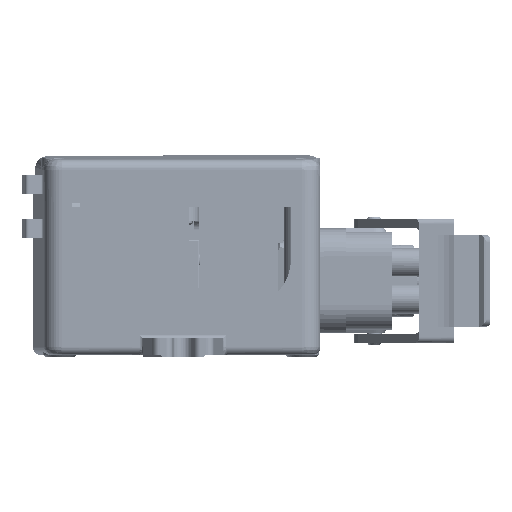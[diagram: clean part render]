
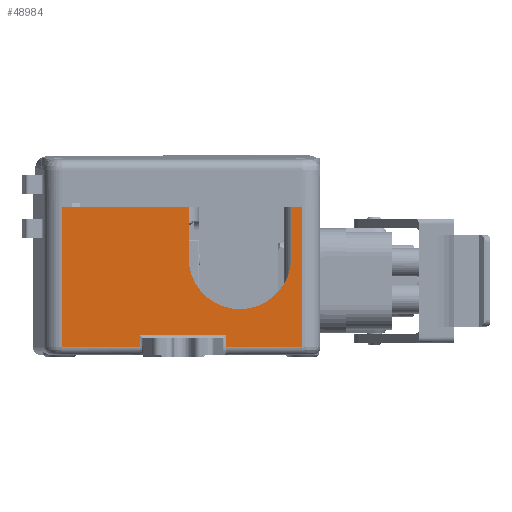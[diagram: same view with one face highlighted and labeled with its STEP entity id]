
A CAD part, left-side view. The second image highlights one B-rep face of the part: STEP entity #48984.
In plain terms, the highlighted planar face has unit normal (-1, 0, 0).
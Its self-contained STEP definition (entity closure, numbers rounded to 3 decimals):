
#40347=PLANE('',#201066);
#48984=ADVANCED_FACE('',(#58577),#40347,.T.);
#58577=FACE_OUTER_BOUND('',#66780,.T.);
#66780=EDGE_LOOP('',(#102923,#102924,#102925,#102926,#102927,#102928,#102929,
#102930,#102931,#102932,#102933,#102934));
#102923=ORIENTED_EDGE('',*,*,#144834,.T.);
#102924=ORIENTED_EDGE('',*,*,#144835,.T.);
#102925=ORIENTED_EDGE('',*,*,#144836,.T.);
#102926=ORIENTED_EDGE('',*,*,#144837,.F.);
#102927=ORIENTED_EDGE('',*,*,#144838,.T.);
#102928=ORIENTED_EDGE('',*,*,#144839,.T.);
#102929=ORIENTED_EDGE('',*,*,#144840,.T.);
#102930=ORIENTED_EDGE('',*,*,#144752,.T.);
#102931=ORIENTED_EDGE('',*,*,#144672,.T.);
#102932=ORIENTED_EDGE('',*,*,#144841,.T.);
#102933=ORIENTED_EDGE('',*,*,#144842,.T.);
#102934=ORIENTED_EDGE('',*,*,#144843,.T.);
#124435=VERTEX_POINT('',#297900);
#124436=VERTEX_POINT('',#297902);
#124490=VERTEX_POINT('',#298166);
#124523=VERTEX_POINT('',#299169);
#124524=VERTEX_POINT('',#299170);
#124525=VERTEX_POINT('',#299172);
#124526=VERTEX_POINT('',#299174);
#124527=VERTEX_POINT('',#299176);
#124528=VERTEX_POINT('',#299178);
#124529=VERTEX_POINT('',#299180);
#124530=VERTEX_POINT('',#299183);
#124531=VERTEX_POINT('',#299185);
#144672=EDGE_CURVE('',#124436,#124435,#170197,.T.);
#144752=EDGE_CURVE('',#124490,#124436,#170249,.T.);
#144834=EDGE_CURVE('',#124523,#124524,#170299,.T.);
#144835=EDGE_CURVE('',#124524,#124525,#170300,.T.);
#144836=EDGE_CURVE('',#124525,#124526,#170301,.T.);
#144837=EDGE_CURVE('',#124527,#124526,#170302,.T.);
#144838=EDGE_CURVE('',#124527,#124528,#170303,.T.);
#144839=EDGE_CURVE('',#124528,#124529,#170304,.T.);
#144840=EDGE_CURVE('',#124529,#124490,#157888,.T.);
#144841=EDGE_CURVE('',#124435,#124530,#170305,.T.);
#144842=EDGE_CURVE('',#124530,#124531,#170306,.T.);
#144843=EDGE_CURVE('',#124531,#124523,#170307,.T.);
#157888=CIRCLE('',#201065,14.);
#170197=LINE('',#297901,#182452);
#170249=LINE('',#298165,#182504);
#170299=LINE('',#299168,#182554);
#170300=LINE('',#299171,#182555);
#170301=LINE('',#299173,#182556);
#170302=LINE('',#299175,#182557);
#170303=LINE('',#299177,#182558);
#170304=LINE('',#299179,#182559);
#170305=LINE('',#299182,#182560);
#170306=LINE('',#299184,#182561);
#170307=LINE('',#299186,#182562);
#182452=VECTOR('',#234785,1.);
#182504=VECTOR('',#234907,1.);
#182554=VECTOR('',#235023,1.);
#182555=VECTOR('',#235024,1.);
#182556=VECTOR('',#235025,1.);
#182557=VECTOR('',#235026,1.);
#182558=VECTOR('',#235027,1.);
#182559=VECTOR('',#235028,1.);
#182560=VECTOR('',#235031,1.);
#182561=VECTOR('',#235032,1.);
#182562=VECTOR('',#235033,1.);
#201065=AXIS2_PLACEMENT_3D('',#299181,#235029,#235030);
#201066=AXIS2_PLACEMENT_3D('',#299187,#235034,#235035);
#234785=DIRECTION('',(0.,1.,0.));
#234907=DIRECTION('',(0.,0.,1.));
#235023=DIRECTION('',(0.,-1.,0.));
#235024=DIRECTION('',(0.,0.,-1.));
#235025=DIRECTION('',(0.,-1.,0.));
#235026=DIRECTION('',(0.,0.,-1.));
#235027=DIRECTION('',(0.,1.,0.));
#235028=DIRECTION('',(0.,0.,-1.));
#235029=DIRECTION('',(1.,0.,0.));
#235030=DIRECTION('',(0.,-1.,0.));
#235031=DIRECTION('',(0.,0.,-1.));
#235032=DIRECTION('',(0.,-1.,0.));
#235033=DIRECTION('',(0.,0.,1.));
#235034=DIRECTION('',(-1.,0.,0.));
#235035=DIRECTION('',(0.,-1.,0.));
#297900=CARTESIAN_POINT('',(-65.,32.919,40.5));
#297901=CARTESIAN_POINT('',(-65.,-1.5,40.5));
#297902=CARTESIAN_POINT('',(-65.,-1.5,40.5));
#298165=CARTESIAN_POINT('',(-65.,-1.5,26.5));
#298166=CARTESIAN_POINT('',(-65.,-1.5,26.5));
#299168=CARTESIAN_POINT('',(-65.,11.808,5.5));
#299169=CARTESIAN_POINT('',(-65.,11.808,5.5));
#299170=CARTESIAN_POINT('',(-65.,-11.808,5.5));
#299171=CARTESIAN_POINT('',(-65.,-11.808,5.5));
#299172=CARTESIAN_POINT('',(-65.,-11.808,2.2));
#299173=CARTESIAN_POINT('',(-65.,-11.808,2.2));
#299174=CARTESIAN_POINT('',(-65.,-32.5,2.2));
#299175=CARTESIAN_POINT('',(-65.,-32.5,40.5));
#299176=CARTESIAN_POINT('',(-65.,-32.5,40.5));
#299177=CARTESIAN_POINT('',(-65.,-32.5,40.5));
#299178=CARTESIAN_POINT('',(-65.,-29.5,40.5));
#299179=CARTESIAN_POINT('',(-65.,-29.5,40.5));
#299180=CARTESIAN_POINT('',(-65.,-29.5,26.5));
#299181=CARTESIAN_POINT('',(-65.,-15.5,26.5));
#299182=CARTESIAN_POINT('',(-65.,32.919,40.5));
#299183=CARTESIAN_POINT('',(-65.,32.919,2.2));
#299184=CARTESIAN_POINT('',(-65.,32.919,2.2));
#299185=CARTESIAN_POINT('',(-65.,11.808,2.2));
#299186=CARTESIAN_POINT('',(-65.,11.808,2.2));
#299187=CARTESIAN_POINT('',(-65.,33.019,-0.6));
